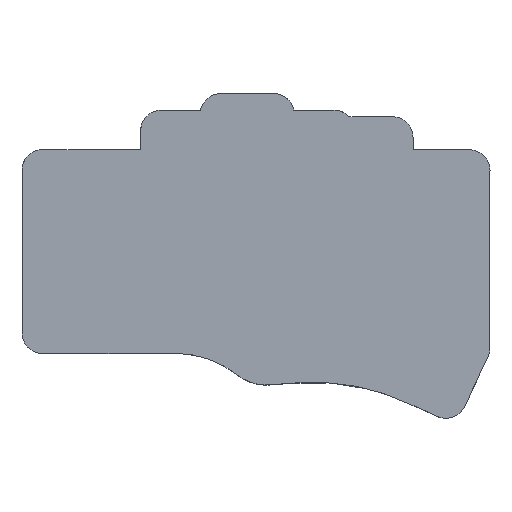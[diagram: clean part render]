
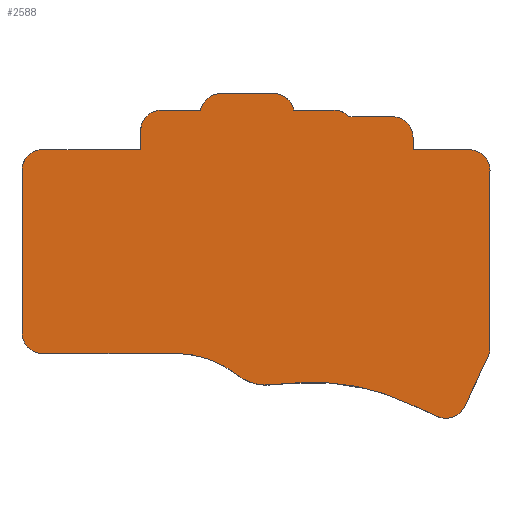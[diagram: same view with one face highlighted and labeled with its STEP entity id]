
A CAD part, top view. The second image highlights one B-rep face of the part: STEP entity #2588.
In plain terms, the highlighted planar face has unit normal (0, 0, 1).
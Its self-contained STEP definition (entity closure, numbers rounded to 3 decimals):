
#39=PLANE('',#2832);
#95=CIRCLE('',#2719,30.238);
#99=CIRCLE('',#2744,13.95);
#167=CIRCLE('',#2833,67.936);
#168=CIRCLE('',#2834,6.3);
#169=CIRCLE('',#2835,6.3);
#170=CIRCLE('',#2836,6.3);
#171=CIRCLE('',#2837,6.3);
#172=CIRCLE('',#2838,6.245);
#173=CIRCLE('',#2839,6.3);
#174=CIRCLE('',#2840,6.3);
#175=CIRCLE('',#2841,6.3);
#176=CIRCLE('',#2842,6.3);
#177=CIRCLE('',#2843,6.3);
#260=FACE_OUTER_BOUND('',#395,.T.);
#395=EDGE_LOOP('',(#2072,#2073,#2074,#2075,#2076,#2077,#2078,#2079,#2080,
#2081,#2082,#2083,#2084,#2085,#2086,#2087,#2088,#2089,#2090,#2091,#2092,
#2093,#2094,#2095,#2096,#2097,#2098));
#510=LINE('',#3866,#771);
#558=LINE('',#4075,#819);
#644=LINE('',#4378,#905);
#645=LINE('',#4382,#906);
#646=LINE('',#4387,#907);
#647=LINE('',#4389,#908);
#648=LINE('',#4393,#909);
#649=LINE('',#4397,#910);
#650=LINE('',#4401,#911);
#651=LINE('',#4405,#912);
#652=LINE('',#4409,#913);
#653=LINE('',#4411,#914);
#654=LINE('',#4415,#915);
#655=LINE('',#4418,#916);
#771=VECTOR('',#3016,10.);
#819=VECTOR('',#3158,10.);
#905=VECTOR('',#3420,10.);
#906=VECTOR('',#3423,10.);
#907=VECTOR('',#3428,10.);
#908=VECTOR('',#3429,10.);
#909=VECTOR('',#3432,10.);
#910=VECTOR('',#3435,10.);
#911=VECTOR('',#3438,10.);
#912=VECTOR('',#3441,10.);
#913=VECTOR('',#3444,10.);
#914=VECTOR('',#3445,10.);
#915=VECTOR('',#3448,10.);
#916=VECTOR('',#3451,10.);
#1057=VERTEX_POINT('',#3863);
#1058=VERTEX_POINT('',#3865);
#1080=VERTEX_POINT('',#3964);
#1081=VERTEX_POINT('',#3966);
#1111=VERTEX_POINT('',#4069);
#1112=VERTEX_POINT('',#4073);
#1240=VERTEX_POINT('',#4375);
#1241=VERTEX_POINT('',#4377);
#1242=VERTEX_POINT('',#4379);
#1243=VERTEX_POINT('',#4381);
#1244=VERTEX_POINT('',#4384);
#1245=VERTEX_POINT('',#4386);
#1246=VERTEX_POINT('',#4388);
#1247=VERTEX_POINT('',#4390);
#1248=VERTEX_POINT('',#4392);
#1249=VERTEX_POINT('',#4394);
#1250=VERTEX_POINT('',#4396);
#1251=VERTEX_POINT('',#4398);
#1252=VERTEX_POINT('',#4400);
#1253=VERTEX_POINT('',#4402);
#1254=VERTEX_POINT('',#4404);
#1255=VERTEX_POINT('',#4406);
#1256=VERTEX_POINT('',#4408);
#1257=VERTEX_POINT('',#4410);
#1258=VERTEX_POINT('',#4412);
#1259=VERTEX_POINT('',#4414);
#1260=VERTEX_POINT('',#4416);
#1328=EDGE_CURVE('',#1058,#1057,#510,.T.);
#1363=EDGE_CURVE('',#1081,#1080,#95,.T.);
#1405=EDGE_CURVE('',#1080,#1111,#99,.T.);
#1407=EDGE_CURVE('',#1111,#1112,#558,.T.);
#1560=EDGE_CURVE('',#1112,#1240,#167,.T.);
#1561=EDGE_CURVE('',#1240,#1241,#644,.T.);
#1562=EDGE_CURVE('',#1241,#1242,#168,.T.);
#1563=EDGE_CURVE('',#1242,#1243,#645,.T.);
#1564=EDGE_CURVE('',#1243,#1058,#169,.T.);
#1565=EDGE_CURVE('',#1057,#1244,#170,.T.);
#1566=EDGE_CURVE('',#1244,#1245,#646,.T.);
#1567=EDGE_CURVE('',#1245,#1246,#647,.T.);
#1568=EDGE_CURVE('',#1246,#1247,#171,.T.);
#1569=EDGE_CURVE('',#1247,#1248,#648,.T.);
#1570=EDGE_CURVE('',#1248,#1249,#172,.T.);
#1571=EDGE_CURVE('',#1249,#1250,#649,.T.);
#1572=EDGE_CURVE('',#1250,#1251,#173,.T.);
#1573=EDGE_CURVE('',#1251,#1252,#650,.T.);
#1574=EDGE_CURVE('',#1252,#1253,#174,.T.);
#1575=EDGE_CURVE('',#1253,#1254,#651,.T.);
#1576=EDGE_CURVE('',#1254,#1255,#175,.T.);
#1577=EDGE_CURVE('',#1255,#1256,#652,.T.);
#1578=EDGE_CURVE('',#1256,#1257,#653,.T.);
#1579=EDGE_CURVE('',#1257,#1258,#176,.T.);
#1580=EDGE_CURVE('',#1258,#1259,#654,.T.);
#1581=EDGE_CURVE('',#1259,#1260,#177,.T.);
#1582=EDGE_CURVE('',#1260,#1081,#655,.T.);
#2072=ORIENTED_EDGE('',*,*,#1560,.T.);
#2073=ORIENTED_EDGE('',*,*,#1561,.T.);
#2074=ORIENTED_EDGE('',*,*,#1562,.T.);
#2075=ORIENTED_EDGE('',*,*,#1563,.T.);
#2076=ORIENTED_EDGE('',*,*,#1564,.T.);
#2077=ORIENTED_EDGE('',*,*,#1328,.T.);
#2078=ORIENTED_EDGE('',*,*,#1565,.T.);
#2079=ORIENTED_EDGE('',*,*,#1566,.T.);
#2080=ORIENTED_EDGE('',*,*,#1567,.T.);
#2081=ORIENTED_EDGE('',*,*,#1568,.T.);
#2082=ORIENTED_EDGE('',*,*,#1569,.T.);
#2083=ORIENTED_EDGE('',*,*,#1570,.T.);
#2084=ORIENTED_EDGE('',*,*,#1571,.T.);
#2085=ORIENTED_EDGE('',*,*,#1572,.T.);
#2086=ORIENTED_EDGE('',*,*,#1573,.T.);
#2087=ORIENTED_EDGE('',*,*,#1574,.T.);
#2088=ORIENTED_EDGE('',*,*,#1575,.T.);
#2089=ORIENTED_EDGE('',*,*,#1576,.T.);
#2090=ORIENTED_EDGE('',*,*,#1577,.T.);
#2091=ORIENTED_EDGE('',*,*,#1578,.T.);
#2092=ORIENTED_EDGE('',*,*,#1579,.T.);
#2093=ORIENTED_EDGE('',*,*,#1580,.T.);
#2094=ORIENTED_EDGE('',*,*,#1581,.T.);
#2095=ORIENTED_EDGE('',*,*,#1582,.T.);
#2096=ORIENTED_EDGE('',*,*,#1363,.T.);
#2097=ORIENTED_EDGE('',*,*,#1405,.T.);
#2098=ORIENTED_EDGE('',*,*,#1407,.T.);
#2588=ADVANCED_FACE('',(#260),#39,.T.);
#2719=AXIS2_PLACEMENT_3D('',#3967,#3080,#3081);
#2744=AXIS2_PLACEMENT_3D('',#4071,#3153,#3154);
#2832=AXIS2_PLACEMENT_3D('',#4374,#3416,#3417);
#2833=AXIS2_PLACEMENT_3D('',#4376,#3418,#3419);
#2834=AXIS2_PLACEMENT_3D('',#4380,#3421,#3422);
#2835=AXIS2_PLACEMENT_3D('',#4383,#3424,#3425);
#2836=AXIS2_PLACEMENT_3D('',#4385,#3426,#3427);
#2837=AXIS2_PLACEMENT_3D('',#4391,#3430,#3431);
#2838=AXIS2_PLACEMENT_3D('',#4395,#3433,#3434);
#2839=AXIS2_PLACEMENT_3D('',#4399,#3436,#3437);
#2840=AXIS2_PLACEMENT_3D('',#4403,#3439,#3440);
#2841=AXIS2_PLACEMENT_3D('',#4407,#3442,#3443);
#2842=AXIS2_PLACEMENT_3D('',#4413,#3446,#3447);
#2843=AXIS2_PLACEMENT_3D('',#4417,#3449,#3450);
#3016=DIRECTION('',(0.,1.,0.));
#3080=DIRECTION('center_axis',(0.,0.,-1.));
#3081=DIRECTION('ref_axis',(0.623,0.782,0.));
#3153=DIRECTION('center_axis',(0.,0.,1.));
#3154=DIRECTION('ref_axis',(-0.621,-0.784,0.));
#3158=DIRECTION('',(0.997,0.079,0.));
#3416=DIRECTION('center_axis',(0.,0.,1.));
#3417=DIRECTION('ref_axis',(1.,0.,0.));
#3418=DIRECTION('center_axis',(0.,0.,-1.));
#3419=DIRECTION('ref_axis',(0.444,0.896,0.));
#3420=DIRECTION('',(0.912,-0.41,0.));
#3421=DIRECTION('center_axis',(0.,0.,1.));
#3422=DIRECTION('ref_axis',(-0.41,-0.912,0.));
#3423=DIRECTION('',(0.423,0.906,0.));
#3424=DIRECTION('center_axis',(0.,0.,1.));
#3425=DIRECTION('ref_axis',(0.906,-0.423,0.));
#3426=DIRECTION('center_axis',(0.,0.,1.));
#3427=DIRECTION('ref_axis',(1.,0.,0.));
#3428=DIRECTION('',(-1.,0.,0.));
#3429=DIRECTION('',(0.,1.,0.));
#3430=DIRECTION('center_axis',(0.,0.,1.));
#3431=DIRECTION('ref_axis',(1.,0.,0.));
#3432=DIRECTION('',(-1.,0.,0.));
#3433=DIRECTION('center_axis',(0.,0.,1.));
#3434=DIRECTION('ref_axis',(0.733,0.68,0.));
#3435=DIRECTION('',(-1.,0.,0.));
#3436=DIRECTION('center_axis',(0.,0.,1.));
#3437=DIRECTION('ref_axis',(0.978,0.206,0.));
#3438=DIRECTION('',(-1.,0.,0.));
#3439=DIRECTION('center_axis',(0.,0.,1.));
#3440=DIRECTION('ref_axis',(0.,1.,0.));
#3441=DIRECTION('',(-1.,0.,0.));
#3442=DIRECTION('center_axis',(0.,0.,1.));
#3443=DIRECTION('ref_axis',(0.,1.,0.));
#3444=DIRECTION('',(0.,-1.,0.));
#3445=DIRECTION('',(-1.,0.,0.));
#3446=DIRECTION('center_axis',(0.,0.,1.));
#3447=DIRECTION('ref_axis',(0.,1.,0.));
#3448=DIRECTION('',(0.,-1.,0.));
#3449=DIRECTION('center_axis',(0.,0.,1.));
#3450=DIRECTION('ref_axis',(-1.,0.,0.));
#3451=DIRECTION('',(1.,0.,0.));
#3863=CARTESIAN_POINT('',(201.652,-62.434,16.1));
#3865=CARTESIAN_POINT('',(201.65,-116.138,16.1));
#3866=CARTESIAN_POINT('',(201.65,-102.24,16.1));
#3964=CARTESIAN_POINT('',(125.076,-124.492,16.1));
#3966=CARTESIAN_POINT('',(106.482,-117.9,16.1));
#3967=CARTESIAN_POINT('Origin',(106.227,-148.137,16.1));
#4069=CARTESIAN_POINT('',(134.839,-127.462,16.1));
#4071=CARTESIAN_POINT('Origin',(133.735,-113.555,16.1));
#4073=CARTESIAN_POINT('',(142.157,-126.885,16.1));
#4075=CARTESIAN_POINT('',(134.302,-127.504,16.1));
#4374=CARTESIAN_POINT('Origin',(130.676,-88.339,16.1));
#4375=CARTESIAN_POINT('',(178.293,-133.689,16.1));
#4376=CARTESIAN_POINT('Origin',(148.124,-194.558,16.1));
#4377=CARTESIAN_POINT('',(185.709,-137.025,16.1));
#4378=CARTESIAN_POINT('',(150.008,-120.966,16.1));
#4379=CARTESIAN_POINT('',(194.,-133.94,16.1));
#4380=CARTESIAN_POINT('Origin',(188.29,-131.278,16.1));
#4381=CARTESIAN_POINT('',(201.058,-118.803,16.1));
#4382=CARTESIAN_POINT('',(197.078,-127.339,16.1));
#4383=CARTESIAN_POINT('Origin',(195.35,-116.138,16.1));
#4384=CARTESIAN_POINT('',(195.352,-56.134,16.1));
#4385=CARTESIAN_POINT('Origin',(195.352,-62.434,16.1));
#4386=CARTESIAN_POINT('',(178.3,-56.134,16.1));
#4387=CARTESIAN_POINT('',(163.014,-56.134,16.1));
#4388=CARTESIAN_POINT('',(178.3,-52.4,16.1));
#4389=CARTESIAN_POINT('',(178.3,-72.236,16.1));
#4390=CARTESIAN_POINT('',(172.,-46.1,16.1));
#4391=CARTESIAN_POINT('Origin',(172.,-52.4,16.1));
#4392=CARTESIAN_POINT('',(158.88,-46.1,16.1));
#4393=CARTESIAN_POINT('',(151.338,-46.1,16.1));
#4394=CARTESIAN_POINT('',(154.3,-44.1,16.1));
#4395=CARTESIAN_POINT('Origin',(154.3,-50.345,16.1));
#4396=CARTESIAN_POINT('',(142.164,-44.1,16.1));
#4397=CARTESIAN_POINT('',(142.488,-44.1,16.1));
#4398=CARTESIAN_POINT('',(136.,-39.1,16.1));
#4399=CARTESIAN_POINT('Origin',(136.,-45.4,16.1));
#4400=CARTESIAN_POINT('',(120.,-39.1,16.1));
#4401=CARTESIAN_POINT('',(133.338,-39.1,16.1));
#4402=CARTESIAN_POINT('',(113.836,-44.1,16.1));
#4403=CARTESIAN_POINT('Origin',(120.,-45.4,16.1));
#4404=CARTESIAN_POINT('',(102.,-44.1,16.1));
#4405=CARTESIAN_POINT('',(122.256,-44.1,16.1));
#4406=CARTESIAN_POINT('',(95.7,-50.4,16.1));
#4407=CARTESIAN_POINT('Origin',(102.,-50.4,16.1));
#4408=CARTESIAN_POINT('',(95.7,-56.1,16.1));
#4409=CARTESIAN_POINT('',(95.7,-69.369,16.1));
#4410=CARTESIAN_POINT('',(66.,-56.1,16.1));
#4411=CARTESIAN_POINT('',(113.188,-56.1,16.1));
#4412=CARTESIAN_POINT('',(59.7,-62.4,16.1));
#4413=CARTESIAN_POINT('Origin',(66.,-62.4,16.1));
#4414=CARTESIAN_POINT('',(59.7,-111.6,16.1));
#4415=CARTESIAN_POINT('',(59.7,-75.369,16.1));
#4416=CARTESIAN_POINT('',(66.,-117.9,16.1));
#4417=CARTESIAN_POINT('Origin',(66.,-111.6,16.1));
#4418=CARTESIAN_POINT('',(98.338,-117.9,16.1));
